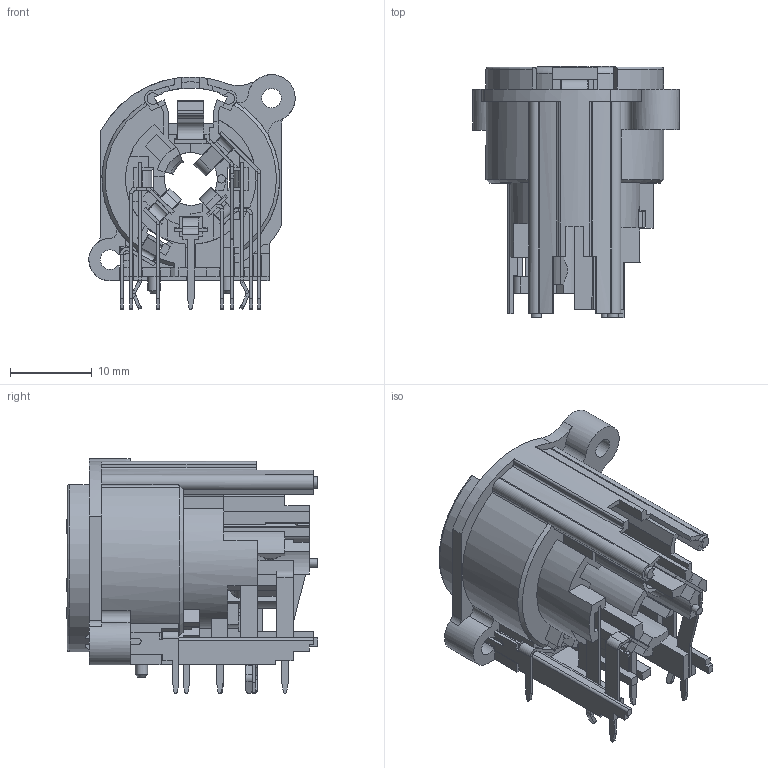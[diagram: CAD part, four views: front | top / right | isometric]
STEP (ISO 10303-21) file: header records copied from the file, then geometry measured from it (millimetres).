
FILE_DESCRIPTION((''),'2;1');
FILE_NAME('ACJC9AHL.stp','2013-10-16T09:56:48',('thien'),(''),'Autodesk Inventor 2012','Autodesk Inventor 2012','');
FILE_SCHEMA(('AUTOMOTIVE_DESIGN { 1 0 10303 214 1 1 1 1 }'));
Length unit declared in the file: millimetre
Products named in the file (13): Design Assy horizontal; 51270092-531; 50300265-131; 50300267-131; 50300268-131-02; 50300271-331; 50300269-131-02; 50300272-331; 50300270-131-02; 50300273-131; 50300274-331; 50300266-131; 52590042-731
Assembly tree (12 placements, depth 2):
  Design Assy horizontal
    51270092-531
    50300265-131
    50300267-131
    50300268-131-02
    50300271-331
    50300269-131-02
    50300272-331
    50300270-131-02
    50300273-131
    50300274-331
    50300266-131
    52590042-731
Bounding box: 25.3 x 30.79 x 28.8 mm (x, y, z)
Volume: 4848.4 mm3; surface area: 9846.3 mm2
Topology: 12 solids, 12 shells, 1198 faces, 3250 edges, 2080 vertices
Faces by surface type: plane 935, cylinder 168, bspline 69, cone 21, torus 5
Full cylindrical faces by diameter (mm): 1 x1, 1.5 x2, 2.4 x1, 6.5 x1
Entity records: 38346 total; most frequent: CARTESIAN_POINT 7764, ORIENTED_EDGE 6480, DIRECTION 5843, EDGE_CURVE 3240, VECTOR 2625, LINE 2625, VERTEX_POINT 2078, AXIS2_PLACEMENT_3D 1609
